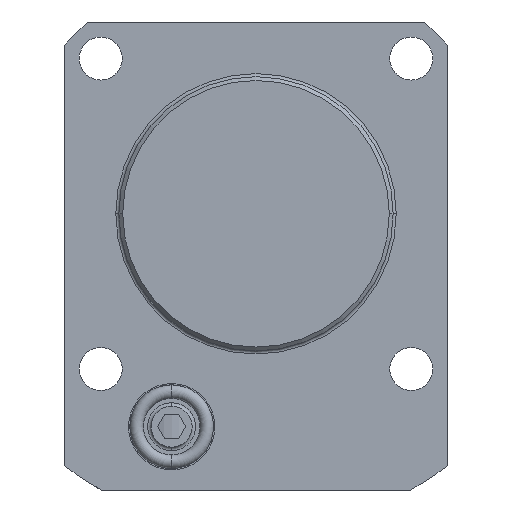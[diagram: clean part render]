
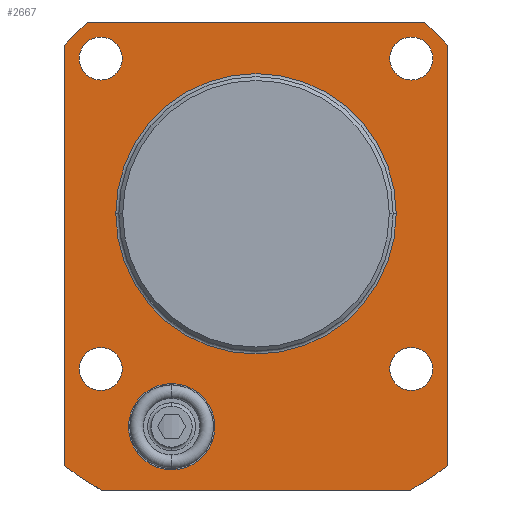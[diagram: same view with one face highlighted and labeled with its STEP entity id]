
A CAD part, front view. The second image highlights one B-rep face of the part: STEP entity #2667.
In plain terms, the highlighted planar face has unit normal (0, -1, 0).
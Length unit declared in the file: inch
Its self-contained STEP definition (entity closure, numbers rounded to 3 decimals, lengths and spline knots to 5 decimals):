
#214=CARTESIAN_POINT('',(0.,0.,0.));
#215=DIRECTION('',(0.,-1.,0.));
#216=DIRECTION('',(0.488,0.,-0.873));
#217=AXIS2_PLACEMENT_3D('',#214,#215,#216);
#268=CARTESIAN_POINT('',(0.,0.,0.));
#269=DIRECTION('',(0.,-1.,0.));
#270=DIRECTION('',(-0.606,0.,-0.796));
#271=AXIS2_PLACEMENT_3D('',#268,#269,#270);
#711=CARTESIAN_POINT('',(0.,0.,0.));
#712=DIRECTION('',(0.,1.,0.));
#713=DIRECTION('',(-1.,0.,0.));
#714=AXIS2_PLACEMENT_3D('',#711,#712,#713);
#719=CARTESIAN_POINT('',(0.,0.,0.));
#720=DIRECTION('',(0.,1.,0.));
#721=DIRECTION('',(1.,0.,0.));
#722=AXIS2_PLACEMENT_3D('',#719,#720,#721);
#727=DIRECTION('',(1.,0.,0.));
#728=VECTOR('',#727,1.58733);
#729=CARTESIAN_POINT('',(-0.79366,0.,-1.418));
#730=LINE('',#729,#728);
#734=DIRECTION('',(0.,0.,-1.));
#735=VECTOR('',#734,2.1589);
#736=CARTESIAN_POINT('',(-0.9844,0.,0.866));
#737=LINE('',#736,#735);
#741=DIRECTION('',(-0.707,0.,-0.707));
#742=VECTOR('',#741,0.16688);
#743=CARTESIAN_POINT('',(-0.8664,0.,0.984));
#744=LINE('',#743,#742);
#748=DIRECTION('',(-1.,0.,0.));
#749=VECTOR('',#748,1.7328);
#750=CARTESIAN_POINT('',(0.8664,0.,0.984));
#751=LINE('',#750,#749);
#755=DIRECTION('',(-0.707,0.,0.707));
#756=VECTOR('',#755,0.16688);
#757=CARTESIAN_POINT('',(0.9844,0.,0.866));
#758=LINE('',#757,#756);
#762=DIRECTION('',(0.,0.,1.));
#763=VECTOR('',#762,2.1589);
#764=CARTESIAN_POINT('',(0.9844,0.,-1.2929));
#765=LINE('',#764,#763);
#769=CARTESIAN_POINT('',(-0.797,0.,-0.797));
#770=DIRECTION('',(0.,1.,0.));
#771=DIRECTION('',(-1.,0.,0.));
#772=AXIS2_PLACEMENT_3D('',#769,#770,#771);
#777=CARTESIAN_POINT('',(-0.797,0.,-0.797));
#778=DIRECTION('',(0.,1.,0.));
#779=DIRECTION('',(1.,0.,0.));
#780=AXIS2_PLACEMENT_3D('',#777,#778,#779);
#785=CARTESIAN_POINT('',(0.797,0.,-0.797));
#786=DIRECTION('',(0.,1.,0.));
#787=DIRECTION('',(-1.,0.,0.));
#788=AXIS2_PLACEMENT_3D('',#785,#786,#787);
#793=CARTESIAN_POINT('',(0.797,0.,-0.797));
#794=DIRECTION('',(0.,1.,0.));
#795=DIRECTION('',(1.,0.,0.));
#796=AXIS2_PLACEMENT_3D('',#793,#794,#795);
#801=CARTESIAN_POINT('',(0.797,0.,0.797));
#802=DIRECTION('',(0.,1.,0.));
#803=DIRECTION('',(-1.,0.,0.));
#804=AXIS2_PLACEMENT_3D('',#801,#802,#803);
#809=CARTESIAN_POINT('',(0.797,0.,0.797));
#810=DIRECTION('',(0.,1.,0.));
#811=DIRECTION('',(1.,0.,0.));
#812=AXIS2_PLACEMENT_3D('',#809,#810,#811);
#817=CARTESIAN_POINT('',(-0.797,0.,0.797));
#818=DIRECTION('',(0.,1.,0.));
#819=DIRECTION('',(-1.,0.,0.));
#820=AXIS2_PLACEMENT_3D('',#817,#818,#819);
#825=CARTESIAN_POINT('',(-0.797,0.,0.797));
#826=DIRECTION('',(0.,1.,0.));
#827=DIRECTION('',(1.,0.,0.));
#828=AXIS2_PLACEMENT_3D('',#825,#826,#827);
#833=CARTESIAN_POINT('',(-0.433,0.,-1.093));
#834=DIRECTION('',(0.,-1.,0.));
#835=DIRECTION('',(-1.,0.,0.));
#836=AXIS2_PLACEMENT_3D('',#833,#834,#835);
#841=CARTESIAN_POINT('',(-0.433,0.,-1.093));
#842=DIRECTION('',(0.,-1.,0.));
#843=DIRECTION('',(1.,0.,0.));
#844=AXIS2_PLACEMENT_3D('',#841,#842,#843);
#1912=CARTESIAN_POINT('',(-0.79366,0.,-1.418));
#1913=CARTESIAN_POINT('',(0.79366,0.,-1.418));
#1914=VERTEX_POINT('',#1912);
#1915=VERTEX_POINT('',#1913);
#1916=CARTESIAN_POINT('',(0.9844,0.,-1.2929));
#1917=CARTESIAN_POINT('',(0.9844,0.,0.866));
#1918=VERTEX_POINT('',#1916);
#1919=VERTEX_POINT('',#1917);
#1924=CARTESIAN_POINT('',(-0.9844,0.,-1.2929));
#1925=VERTEX_POINT('',#1924);
#1926=CARTESIAN_POINT('',(-0.9075,0.,-0.797));
#1927=CARTESIAN_POINT('',(-0.6865,0.,-0.797));
#1928=VERTEX_POINT('',#1926);
#1929=VERTEX_POINT('',#1927);
#1930=CARTESIAN_POINT('',(0.6865,0.,-0.797));
#1931=CARTESIAN_POINT('',(0.9075,0.,-0.797));
#1932=VERTEX_POINT('',#1930);
#1933=VERTEX_POINT('',#1931);
#1934=CARTESIAN_POINT('',(0.6865,0.,0.797));
#1935=CARTESIAN_POINT('',(0.9075,0.,0.797));
#1936=VERTEX_POINT('',#1934);
#1937=VERTEX_POINT('',#1935);
#1938=CARTESIAN_POINT('',(-0.9075,0.,0.797));
#1939=CARTESIAN_POINT('',(-0.6865,0.,0.797));
#1940=VERTEX_POINT('',#1938);
#1941=VERTEX_POINT('',#1939);
#1979=CARTESIAN_POINT('',(-0.7197,0.,0.));
#1980=CARTESIAN_POINT('',(0.7197,0.,0.));
#1981=VERTEX_POINT('',#1979);
#1982=VERTEX_POINT('',#1980);
#2061=CARTESIAN_POINT('',(-0.6545,0.,-1.093));
#2062=CARTESIAN_POINT('',(-0.2115,0.,-1.093));
#2063=VERTEX_POINT('',#2061);
#2064=VERTEX_POINT('',#2062);
#2158=CARTESIAN_POINT('',(0.8664,0.,0.984));
#2159=VERTEX_POINT('',#2158);
#2160=CARTESIAN_POINT('',(-0.8664,0.,0.984));
#2161=VERTEX_POINT('',#2160);
#2162=CARTESIAN_POINT('',(-0.9844,0.,0.866));
#2163=VERTEX_POINT('',#2162);
#2614=CARTESIAN_POINT('',(0.,0.,0.));
#2615=DIRECTION('',(0.,-1.,0.));
#2616=DIRECTION('',(-1.,0.,0.));
#2617=AXIS2_PLACEMENT_3D('',#2614,#2615,#2616);
#2618=PLANE('',#2617);
#2619=ORIENTED_EDGE('',*,*,#2348,.F.);
#2620=ORIENTED_EDGE('',*,*,#2331,.F.);
#2621=ORIENTED_EDGE('',*,*,#2521,.F.);
#2623=ORIENTED_EDGE('',*,*,#2622,.F.);
#2625=ORIENTED_EDGE('',*,*,#2624,.F.);
#2627=ORIENTED_EDGE('',*,*,#2626,.F.);
#2629=ORIENTED_EDGE('',*,*,#2628,.F.);
#2630=ORIENTED_EDGE('',*,*,#2308,.F.);
#2631=EDGE_LOOP('',(#2619,#2620,#2621,#2623,#2625,#2627,#2629,#2630));
#2632=FACE_OUTER_BOUND('',#2631,.F.);
#2634=ORIENTED_EDGE('',*,*,#2633,.F.);
#2636=ORIENTED_EDGE('',*,*,#2635,.F.);
#2637=EDGE_LOOP('',(#2634,#2636));
#2638=FACE_BOUND('',#2637,.F.);
#2639=ORIENTED_EDGE('',*,*,#2594,.F.);
#2640=ORIENTED_EDGE('',*,*,#2608,.F.);
#2641=EDGE_LOOP('',(#2639,#2640));
#2642=FACE_BOUND('',#2641,.F.);
#2644=ORIENTED_EDGE('',*,*,#2643,.F.);
#2646=ORIENTED_EDGE('',*,*,#2645,.F.);
#2647=EDGE_LOOP('',(#2644,#2646));
#2648=FACE_BOUND('',#2647,.F.);
#2650=ORIENTED_EDGE('',*,*,#2649,.F.);
#2652=ORIENTED_EDGE('',*,*,#2651,.F.);
#2653=EDGE_LOOP('',(#2650,#2652));
#2654=FACE_BOUND('',#2653,.F.);
#2656=ORIENTED_EDGE('',*,*,#2655,.F.);
#2658=ORIENTED_EDGE('',*,*,#2657,.F.);
#2659=EDGE_LOOP('',(#2656,#2658));
#2660=FACE_BOUND('',#2659,.F.);
#2662=ORIENTED_EDGE('',*,*,#2661,.T.);
#2664=ORIENTED_EDGE('',*,*,#2663,.T.);
#2665=EDGE_LOOP('',(#2662,#2664));
#2666=FACE_BOUND('',#2665,.F.);
#218=CIRCLE('',#217,1.625);
#272=CIRCLE('',#271,1.625);
#715=CIRCLE('',#714,0.7197);
#723=CIRCLE('',#722,0.7197);
#773=CIRCLE('',#772,0.1105);
#781=CIRCLE('',#780,0.1105);
#789=CIRCLE('',#788,0.1105);
#797=CIRCLE('',#796,0.1105);
#805=CIRCLE('',#804,0.1105);
#813=CIRCLE('',#812,0.1105);
#821=CIRCLE('',#820,0.1105);
#829=CIRCLE('',#828,0.1105);
#837=CIRCLE('',#836,0.2215);
#845=CIRCLE('',#844,0.2215);
#2308=EDGE_CURVE('',#1915,#1918,#218,.T.);
#2331=EDGE_CURVE('',#1925,#1914,#272,.T.);
#2348=EDGE_CURVE('',#1914,#1915,#730,.T.);
#2521=EDGE_CURVE('',#2163,#1925,#737,.T.);
#2594=EDGE_CURVE('',#1928,#1929,#773,.T.);
#2608=EDGE_CURVE('',#1929,#1928,#781,.T.);
#2622=EDGE_CURVE('',#2161,#2163,#744,.T.);
#2624=EDGE_CURVE('',#2159,#2161,#751,.T.);
#2626=EDGE_CURVE('',#1919,#2159,#758,.T.);
#2628=EDGE_CURVE('',#1918,#1919,#765,.T.);
#2633=EDGE_CURVE('',#1981,#1982,#715,.T.);
#2635=EDGE_CURVE('',#1982,#1981,#723,.T.);
#2643=EDGE_CURVE('',#1932,#1933,#789,.T.);
#2645=EDGE_CURVE('',#1933,#1932,#797,.T.);
#2649=EDGE_CURVE('',#1936,#1937,#805,.T.);
#2651=EDGE_CURVE('',#1937,#1936,#813,.T.);
#2655=EDGE_CURVE('',#1940,#1941,#821,.T.);
#2657=EDGE_CURVE('',#1941,#1940,#829,.T.);
#2661=EDGE_CURVE('',#2063,#2064,#837,.T.);
#2663=EDGE_CURVE('',#2064,#2063,#845,.T.);
#2667=ADVANCED_FACE('',(#2632,#2638,#2642,#2648,#2654,#2660,#2666),#2618,.T.);
